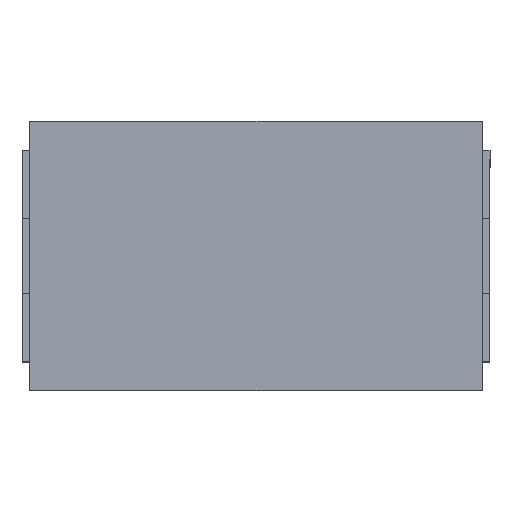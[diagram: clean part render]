
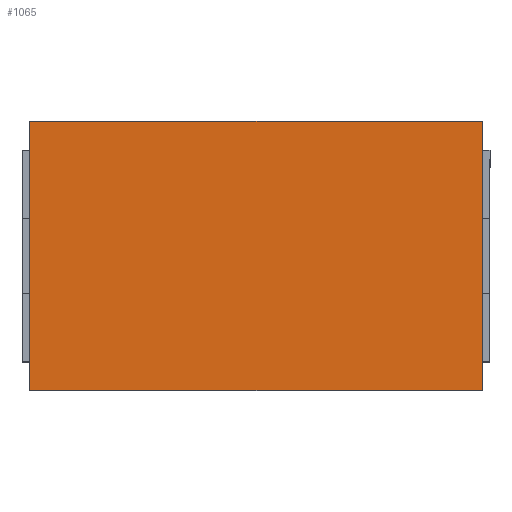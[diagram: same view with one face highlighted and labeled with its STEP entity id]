
A CAD part, top view. The second image highlights one B-rep face of the part: STEP entity #1065.
In plain terms, the highlighted planar face has unit normal (0, 0, 1).
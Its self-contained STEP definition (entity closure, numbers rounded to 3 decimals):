
#935=CARTESIAN_POINT('',(-5.987,3.554,4.49));
#936=VERTEX_POINT('',#935);
#937=CARTESIAN_POINT('',(5.987,3.554,4.49));
#938=VERTEX_POINT('',#937);
#939=CARTESIAN_POINT('',(-5.987,3.554,4.49));
#940=DIRECTION('',(1.0,0.0,0.0));
#941=VECTOR('',#940,11.973);
#942=LINE('',#939,#941);
#943=EDGE_CURVE('',#936,#938,#942,.T.);
#975=CARTESIAN_POINT('',(5.987,-3.554,4.49));
#976=VERTEX_POINT('',#975);
#977=CARTESIAN_POINT('',(5.987,3.554,4.49));
#978=DIRECTION('',(0.0,-1.0,0.0));
#979=VECTOR('',#978,7.107);
#980=LINE('',#977,#979);
#981=EDGE_CURVE('',#938,#976,#980,.T.);
#1006=CARTESIAN_POINT('',(-5.986,-3.554,4.49));
#1007=VERTEX_POINT('',#1006);
#1008=CARTESIAN_POINT('',(5.987,-3.554,4.49));
#1009=DIRECTION('',(-1.0,0.0,0.0));
#1010=VECTOR('',#1009,11.973);
#1011=LINE('',#1008,#1010);
#1012=EDGE_CURVE('',#976,#1007,#1011,.T.);
#1037=CARTESIAN_POINT('',(-5.987,3.554,4.49));
#1038=DIRECTION('',(0.0,-1.0,0.0));
#1039=VECTOR('',#1038,7.107);
#1040=LINE('',#1037,#1039);
#1041=EDGE_CURVE('',#1007,#936,#1040,.F.);
#1054=CARTESIAN_POINT('',(-0.2,0.,4.49));
#1055=DIRECTION('',(0.0,0.0,1.0));
#1056=DIRECTION('',(1.0,0.0,0.0));
#1057=AXIS2_PLACEMENT_3D('',#1054,#1055,#1056);
#1058=PLANE('',#1057);
#1059=ORIENTED_EDGE('',*,*,#1041,.F.);
#1060=ORIENTED_EDGE('',*,*,#1012,.F.);
#1061=ORIENTED_EDGE('',*,*,#981,.F.);
#1062=ORIENTED_EDGE('',*,*,#943,.F.);
#1063=EDGE_LOOP('',(#1059,#1060,#1061,#1062));
#1064=FACE_OUTER_BOUND('',#1063,.T.);
#1065=ADVANCED_FACE('',(#1064),#1058,.T.);
